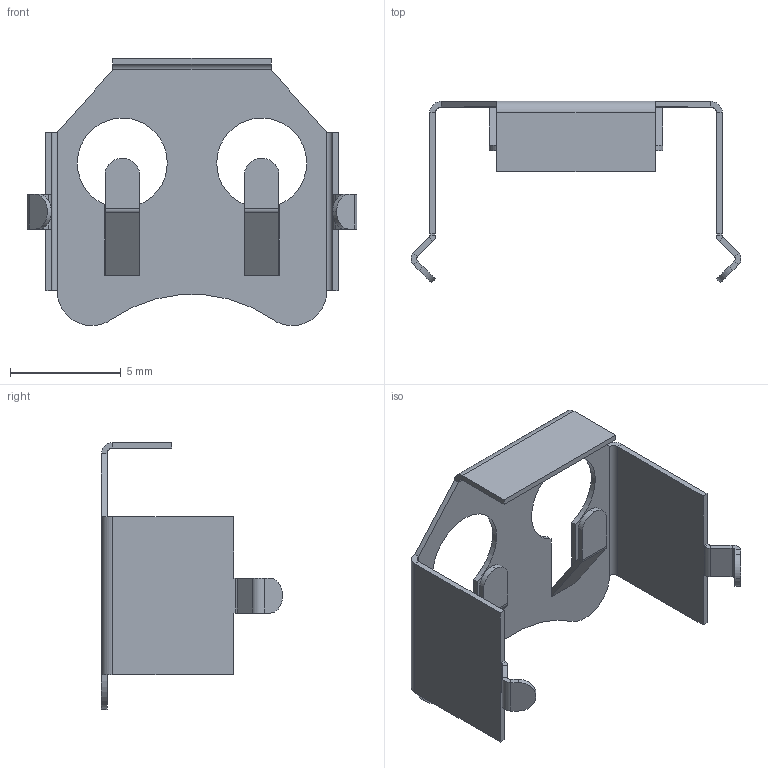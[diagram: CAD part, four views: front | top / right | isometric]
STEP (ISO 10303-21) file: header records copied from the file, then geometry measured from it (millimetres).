
FILE_DESCRIPTION (( 'STEP AP214' ), '1' );
FILE_NAME ('2997.STEP', '2011-09-02T18:10:41', ( 'Richard Maletta' ), ( '' ), 'SwSTEP 2.0', 'SolidWorks 2009', '' );
FILE_SCHEMA (( 'AUTOMOTIVE_DESIGN' ));
Length unit declared in the file: inch
Products named in the file (1): 2997
Bounding box: 14.9 x 8.18 x 12.06 mm (x, y, z)
Volume: 57.1 mm3; surface area: 487.6 mm2
Topology: 1 solids, 1 shells, 132 faces, 299 edges, 170 vertices
Faces by surface type: plane 100, cylinder 32
Entity records: 3611 total; most frequent: DIRECTION 629, CARTESIAN_POINT 602, ORIENTED_EDGE 598, EDGE_CURVE 299, VECTOR 235, LINE 235, AXIS2_PLACEMENT_3D 197, VERTEX_POINT 170
